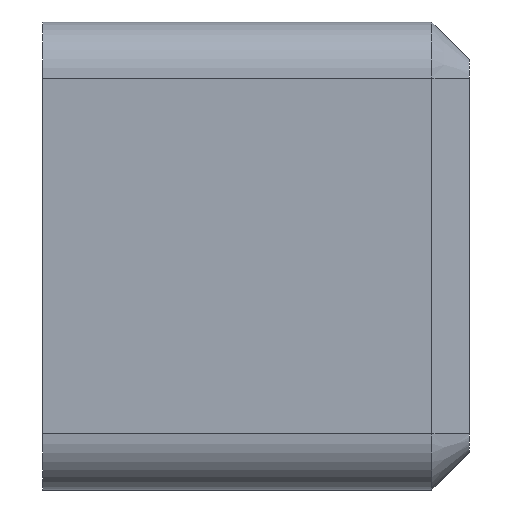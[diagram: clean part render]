
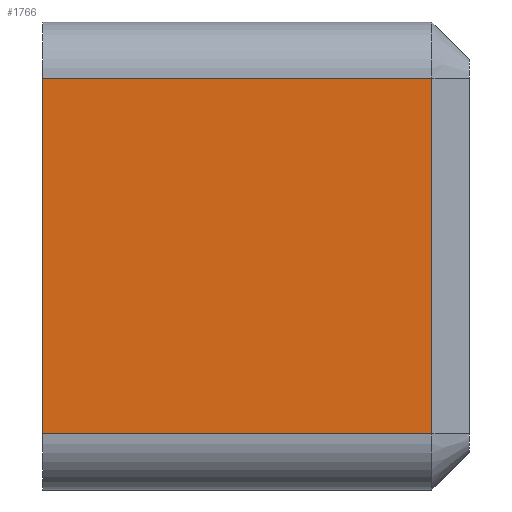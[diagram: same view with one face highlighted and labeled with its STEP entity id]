
A CAD part, left-side view. The second image highlights one B-rep face of the part: STEP entity #1766.
In plain terms, the highlighted planar face has unit normal (-1, 0, 0).
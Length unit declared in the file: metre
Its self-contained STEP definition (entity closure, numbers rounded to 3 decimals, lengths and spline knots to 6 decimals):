
#188=LINE('',#2866,#374);
#195=LINE('',#2883,#381);
#196=LINE('',#2887,#382);
#202=LINE('',#2901,#388);
#374=VECTOR('',#2347,1.);
#381=VECTOR('',#2364,1.);
#382=VECTOR('',#2369,1.);
#388=VECTOR('',#2379,1.);
#807=ORIENTED_EDGE('',*,*,#1116,.T.);
#808=ORIENTED_EDGE('',*,*,#1107,.T.);
#809=ORIENTED_EDGE('',*,*,#1118,.T.);
#810=ORIENTED_EDGE('',*,*,#1125,.F.);
#1107=EDGE_CURVE('',#1293,#1290,#188,.T.);
#1116=EDGE_CURVE('',#1299,#1293,#195,.F.);
#1118=EDGE_CURVE('',#1290,#1300,#196,.T.);
#1125=EDGE_CURVE('',#1299,#1300,#202,.T.);
#1290=VERTEX_POINT('',#2855);
#1293=VERTEX_POINT('',#2862);
#1299=VERTEX_POINT('',#2884);
#1300=VERTEX_POINT('',#2888);
#1477=EDGE_LOOP('',(#807,#808,#809,#810));
#1593=FACE_BOUND('',#1477,.T.);
#1670=PLANE('',#1938);
#1766=ADVANCED_FACE('',(#1593),#1670,.T.);
#1938=AXIS2_PLACEMENT_3D('',#2934,#2411,#2412);
#2347=DIRECTION('',(0.,0.,1.));
#2364=DIRECTION('',(0.,1.,0.));
#2369=DIRECTION('',(0.,1.,0.));
#2379=DIRECTION('',(0.,0.,1.));
#2411=DIRECTION('',(-1.,0.,0.));
#2412=DIRECTION('',(0.,0.,-1.));
#2855=CARTESIAN_POINT('',(-0.0041,-0.0082,0.0031));
#2862=CARTESIAN_POINT('',(-0.0041,-0.0082,-0.0064));
#2866=CARTESIAN_POINT('',(-0.0041,-0.0082,0.0031));
#2883=CARTESIAN_POINT('',(-0.0041,-0.0092,-0.0064));
#2884=CARTESIAN_POINT('',(-0.0041,0.0022,-0.0064));
#2887=CARTESIAN_POINT('',(-0.0041,-0.0092,0.0031));
#2888=CARTESIAN_POINT('',(-0.0041,0.0022,0.0031));
#2901=CARTESIAN_POINT('',(-0.0041,0.0022,-0.00165));
#2934=CARTESIAN_POINT('',(-0.0041,-0.0092,-0.00165));
